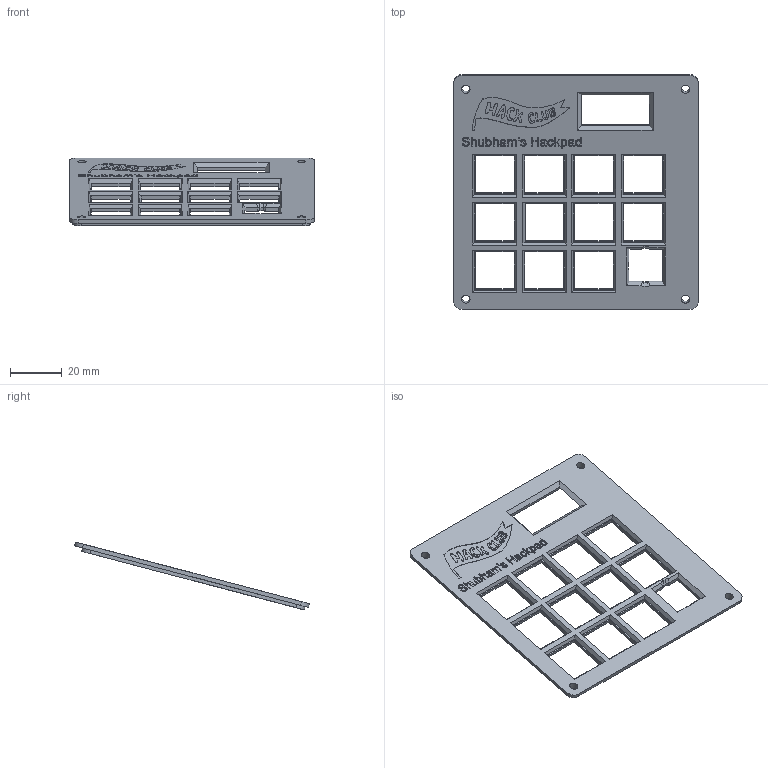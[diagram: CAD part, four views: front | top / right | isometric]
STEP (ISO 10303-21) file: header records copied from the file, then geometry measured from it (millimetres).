
FILE_DESCRIPTION(/* description */ ('','CAx-IF Rec.Pracs.---Representation and Presentation of Product Manufacturing Information (PMI)---4.0---2014-10-13'),/* implementation_level */ '2;1');
FILE_NAME(/* name */ 'Plate.step',/* time_stamp */ '2025-02-16T10:15:30+05:30',/* author */ (''),/* organization */ (''),/* preprocessor_version */ 'ST-DEVELOPER v20',/* originating_system */ 'Autodesk Translation Framework v13.20.0.188',/* authorisation */ '');
FILE_SCHEMA (('AP242_MANAGED_MODEL_BASED_3D_ENGINEERING_MIM_LF { 1 0 10303 442 1 1 4 }'));
Length unit declared in the file: millimetre
Products named in the file (1): Top
Bounding box: 94 x 90.38 x 26.1 mm (x, y, z)
Volume: 14148.3 mm3; surface area: 14597.3 mm2
Topology: 1 solids, 1 shells, 705 faces, 1961 edges, 1304 vertices
Faces by surface type: bspline 385, plane 296, cylinder 20, cone 4
Full cylindrical faces by diameter (mm): 3.2 x4
Entity records: 25319 total; most frequent: CARTESIAN_POINT 10018, ORIENTED_EDGE 3922, EDGE_CURVE 1961, DIRECTION 1885, VERTEX_POINT 1304, LINE 1131, VECTOR 1131, EDGE_LOOP 785
